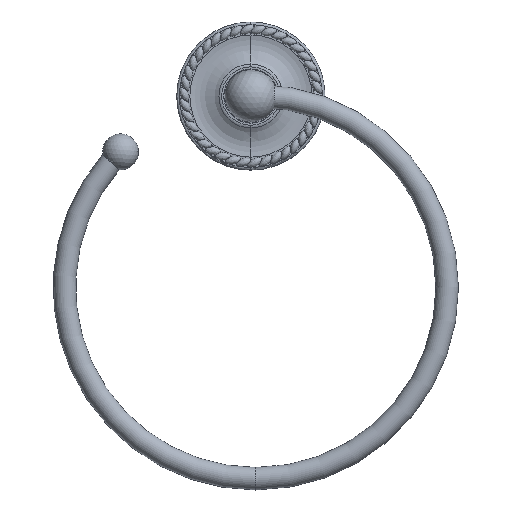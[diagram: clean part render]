
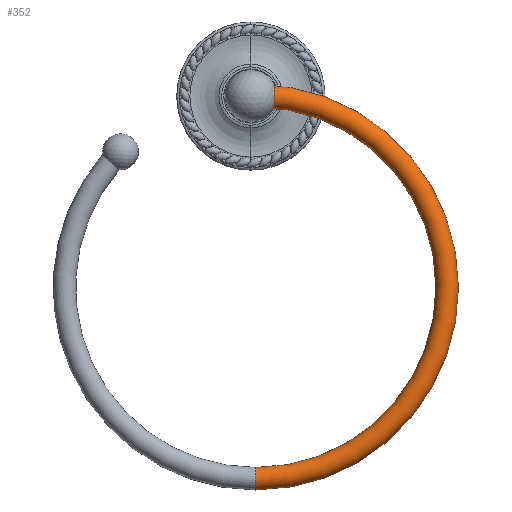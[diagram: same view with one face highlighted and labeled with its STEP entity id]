
A CAD part, top view. The second image highlights one B-rep face of the part: STEP entity #352.
In plain terms, the highlighted toroidal (fillet/blend) face has major radius 85.001 mm and minor radius 5.004 mm.
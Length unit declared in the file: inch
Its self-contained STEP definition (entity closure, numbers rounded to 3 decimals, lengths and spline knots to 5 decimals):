
#31=CARTESIAN_POINT('',(0.086,-1.6885,-3.7605));
#32=DIRECTION('',(0.,1.,0.));
#33=DIRECTION('',(0.,0.,1.));
#34=AXIS2_PLACEMENT_3D('',#31,#32,#33);
#36=CARTESIAN_POINT('',(0.086,-1.6885,-7.107));
#37=DIRECTION('',(-1.,0.,0.));
#38=DIRECTION('',(0.,0.,-1.));
#39=AXIS2_PLACEMENT_3D('',#36,#37,#38);
#41=CARTESIAN_POINT('',(0.086,-1.6885,-3.7605));
#42=DIRECTION('',(0.,-1.,0.));
#43=DIRECTION('',(0.,0.,-1.));
#44=AXIS2_PLACEMENT_3D('',#41,#42,#43);
#51=CARTESIAN_POINT('',(0.086,-1.6885,-0.414));
#52=DIRECTION('',(1.,0.,0.));
#53=DIRECTION('',(0.,0.,1.));
#54=AXIS2_PLACEMENT_3D('',#51,#52,#53);
#262=CARTESIAN_POINT('',(0.086,-1.6885,-7.304));
#264=VERTEX_POINT('',#262);
#266=CARTESIAN_POINT('',(0.086,-1.6885,-6.91));
#267=VERTEX_POINT('',#266);
#268=CARTESIAN_POINT('',(0.086,-1.6885,-0.217));
#269=VERTEX_POINT('',#268);
#272=CARTESIAN_POINT('',(0.086,-1.6885,-0.611));
#273=VERTEX_POINT('',#272);
#340=CARTESIAN_POINT('',(0.086,-1.6885,-3.7605));
#341=DIRECTION('',(0.,1.,0.));
#342=DIRECTION('',(0.,0.,1.));
#343=AXIS2_PLACEMENT_3D('',#340,#341,#342);
#344=TOROIDAL_SURFACE('',#343,3.3465,0.197);
#345=ORIENTED_EDGE('',*,*,#328,.T.);
#346=ORIENTED_EDGE('',*,*,#304,.T.);
#347=ORIENTED_EDGE('',*,*,#334,.T.);
#349=ORIENTED_EDGE('',*,*,#348,.F.);
#350=EDGE_LOOP('',(#345,#346,#347,#349));
#351=FACE_OUTER_BOUND('',#350,.F.);
#352=ADVANCED_FACE('',(#351),#344,.T.);
#35=CIRCLE('',#34,3.5435);
#40=CIRCLE('',#39,0.197);
#45=CIRCLE('',#44,3.1495);
#55=CIRCLE('',#54,0.197);
#304=EDGE_CURVE('',#264,#267,#40,.T.);
#328=EDGE_CURVE('',#269,#264,#35,.T.);
#334=EDGE_CURVE('',#267,#273,#45,.T.);
#348=EDGE_CURVE('',#269,#273,#55,.T.);
